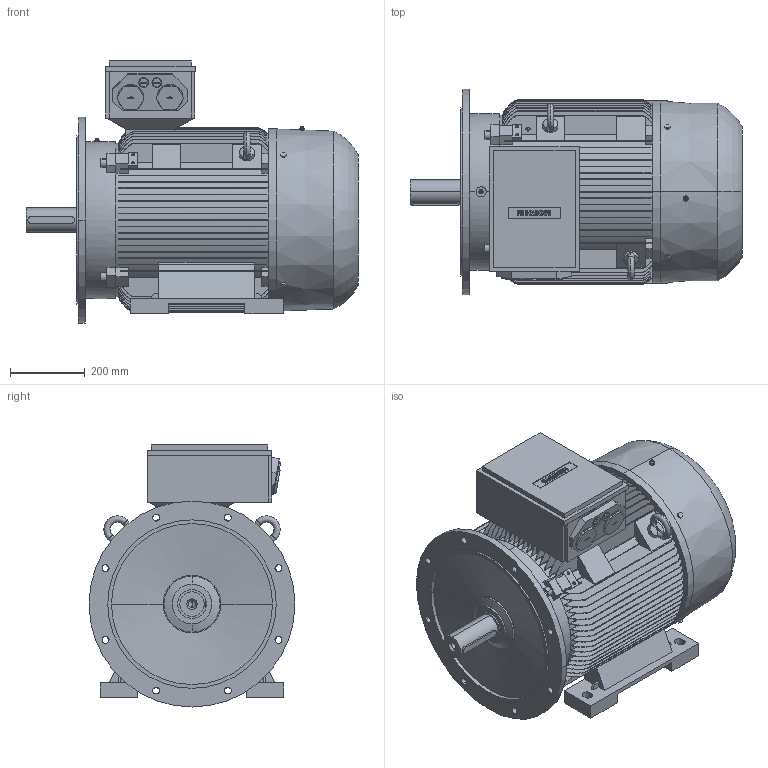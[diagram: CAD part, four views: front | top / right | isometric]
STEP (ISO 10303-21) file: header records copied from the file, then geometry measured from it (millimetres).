
FILE_DESCRIPTION(('STEP AP214'),'1');
FILE_NAME('cctmp_15CBB5AD-A58C-44BA-A18B-4F8723ADA49E_2023_06_26_14_55_19_0695..stp','2023-06-26T12:55:20',('SIEMENS A&D'),('CADClick - www.CADClick.com'),'Spatial InterOp 3D',' ','unknown authorization');
FILE_SCHEMA(('AUTOMOTIVE_DESIGN'));
Length unit declared in the file: millimetre
Products named in the file (1): 2023_06_26_14_55_19_0683
Bounding box: 887 x 550 x 700 mm (x, y, z)
Volume: 130595169.9 mm3; surface area: 4516301 mm2
Topology: 1 solids, 1 shells, 1157 faces, 3230 edges, 2135 vertices
Faces by surface type: plane 687, cylinder 272, torus 170, cone 28
Entity records: 58568 total; most frequent: CARTESIAN_POINT 20138, ORIENTED_EDGE 6456, DIRECTION 5554, EDGE_CURVE 3228, VERTEX_POINT 2135, LINE 1944, VECTOR 1944, AXIS2_PLACEMENT_3D 1805
